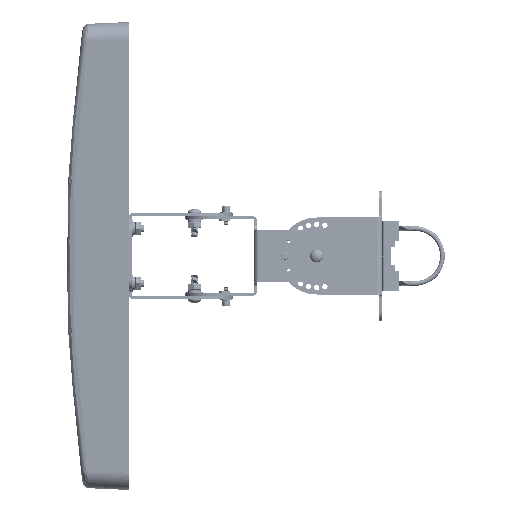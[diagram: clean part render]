
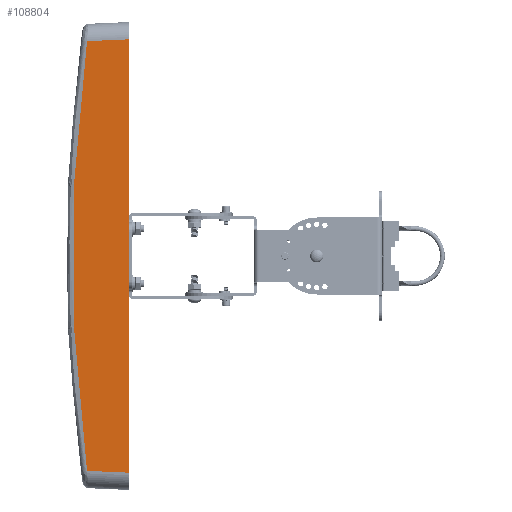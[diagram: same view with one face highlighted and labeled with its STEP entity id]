
A CAD part, left-side view. The second image highlights one B-rep face of the part: STEP entity #108804.
In plain terms, the highlighted planar face has unit normal (-0.999, 0.044, 0).
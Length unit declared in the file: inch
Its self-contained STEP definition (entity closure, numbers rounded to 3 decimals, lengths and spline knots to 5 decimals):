
#3307 = LINE ( 'NONE', #78313, #120867 ) ;
#3907 = CARTESIAN_POINT ( 'NONE',  ( -12.12598, 0., 8.85894 ) ) ;
#4679 = B_SPLINE_CURVE_WITH_KNOTS ( 'NONE', 3,
 ( #55492, #110538, #102375, #44283, #45511, #44907, #120521, #101762, #83045, #35529, #83648, #36141, #46121, #81812, #79764, #109092, #23476, #34094, #24710, #110324, #43474, #70383 ),
 .UNSPECIFIED., .F., .F.,
 ( 4, 1, 1, 1, 1, 2, 2, 2, 1, 1, 1, 1, 2, 2, 4 ),
 ( 0., 0.125, 0.1875, 0.21875, 0.23438, 0.24219, 0.25, 0.5, 0.625, 0.6875, 0.71875, 0.73437, 0.74219, 0.75, 1. ),
 .UNSPECIFIED. ) ;
#6328 = CARTESIAN_POINT ( 'NONE',  ( -12.12598, 0., -8.85894 ) ) ;
#11445 = CARTESIAN_POINT ( 'NONE',  ( -12.07606, 1.14335, 8.80902 ) ) ;
#14959 = ORIENTED_EDGE ( 'NONE', *, *, #45488, .T. ) ;
#20504 = FACE_OUTER_BOUND ( 'NONE', #34714, .T. ) ;
#23476 = CARTESIAN_POINT ( 'NONE',  ( -12.03096, 2.17638, -4.22169 ) ) ;
#24710 = CARTESIAN_POINT ( 'NONE',  ( -12.03136, 2.16723, -4.35933 ) ) ;
#25814 = VERTEX_POINT ( 'NONE', #29112 ) ;
#29112 = CARTESIAN_POINT ( 'NONE',  ( -12.12598, 0., 8.85894 ) ) ;
#31727 = CARTESIAN_POINT ( 'NONE',  ( -12.12598, 0., 9.9389 ) ) ;
#33594 = CARTESIAN_POINT ( 'NONE',  ( -12.12598, 0., -8.85894 ) ) ;
#34094 = CARTESIAN_POINT ( 'NONE',  ( -12.03123, 2.17031, -4.3134 ) ) ;
#34714 = EDGE_LOOP ( 'NONE', ( #14959, #108571, #76756, #117012 ) ) ;
#35529 = CARTESIAN_POINT ( 'NONE',  ( -12.02712, 2.26425, 2.93788 ) ) ;
#36141 = CARTESIAN_POINT ( 'NONE',  ( -12.02494, 2.31432, -0.73478 ) ) ;
#43474 = CARTESIAN_POINT ( 'NONE',  ( -12.0424, 1.91444, -7.32933 ) ) ;
#44283 = CARTESIAN_POINT ( 'NONE',  ( -12.03579, 2.06576, 5.68551 ) ) ;
#44907 = CARTESIAN_POINT ( 'NONE',  ( -12.03248, 2.14156, 4.72538 ) ) ;
#45488 = EDGE_CURVE ( 'NONE', #50958, #74772, #51183, .T. ) ;
#45511 = CARTESIAN_POINT ( 'NONE',  ( -12.03353, 2.11765, 5.04556 ) ) ;
#46121 = CARTESIAN_POINT ( 'NONE',  ( -12.02576, 2.29555, -1.83647 ) ) ;
#48070 = AXIS2_PLACEMENT_3D ( 'NONE', #31727, #89213, #116715 ) ;
#50958 = VERTEX_POINT ( 'NONE', #99739 ) ;
#51183 = B_SPLINE_CURVE_WITH_KNOTS ( 'NONE', 3,
 ( #89840, #69882, #72352, #33594 ),
 .UNSPECIFIED., .F., .F.,
 ( 4, 4 ),
 ( 0., 1. ),
 .UNSPECIFIED. ) ;
#55492 = CARTESIAN_POINT ( 'NONE',  ( -12.0511, 1.71502, 8.78406 ) ) ;
#59041 = VERTEX_POINT ( 'NONE', #72121 ) ;
#69535 = CARTESIAN_POINT ( 'NONE',  ( -12.0511, 1.71502, 8.78406 ) ) ;
#69882 = CARTESIAN_POINT ( 'NONE',  ( -12.07606, 1.14335, -8.80902 ) ) ;
#70383 = CARTESIAN_POINT ( 'NONE',  ( -12.0511, 1.71502, -8.78406 ) ) ;
#72121 = CARTESIAN_POINT ( 'NONE',  ( -12.0511, 1.71502, 8.78406 ) ) ;
#72352 = CARTESIAN_POINT ( 'NONE',  ( -12.10102, 0.57167, -8.83398 ) ) ;
#74772 = VERTEX_POINT ( 'NONE', #6328 ) ;
#76109 = B_SPLINE_CURVE_WITH_KNOTS ( 'NONE', 3,
 ( #3907, #107021, #11445, #69535 ),
 .UNSPECIFIED., .F., .F.,
 ( 4, 4 ),
 ( 0., 1. ),
 .UNSPECIFIED. ) ;
#76756 = ORIENTED_EDGE ( 'NONE', *, *, #95200, .T. ) ;
#78313 = CARTESIAN_POINT ( 'NONE',  ( -12.12598, 0., 8.85894 ) ) ;
#79764 = CARTESIAN_POINT ( 'NONE',  ( -12.0297, 2.20518, -3.76313 ) ) ;
#81812 = CARTESIAN_POINT ( 'NONE',  ( -12.02815, 2.24078, -3.12104 ) ) ;
#83045 = CARTESIAN_POINT ( 'NONE',  ( -12.03163, 2.16098, 4.45091 ) ) ;
#83648 = CARTESIAN_POINT ( 'NONE',  ( -12.02494, 2.31432, 1.46948 ) ) ;
#89213 = DIRECTION ( 'NONE',  ( 0.999, -0.044, 0. ) ) ;
#89840 = CARTESIAN_POINT ( 'NONE',  ( -12.0511, 1.71502, -8.78406 ) ) ;
#95200 = EDGE_CURVE ( 'NONE', #25814, #59041, #76109, .T. ) ;
#96510 = EDGE_CURVE ( 'NONE', #25814, #74772, #3307, .T. ) ;
#99739 = CARTESIAN_POINT ( 'NONE',  ( -12.0511, 1.71502, -8.78406 ) ) ;
#101762 = CARTESIAN_POINT ( 'NONE',  ( -12.03177, 2.15781, 4.4966 ) ) ;
#102375 = CARTESIAN_POINT ( 'NONE',  ( -12.04104, 1.94565, 6.9638 ) ) ;
#103361 = EDGE_CURVE ( 'NONE', #59041, #50958, #4679, .T. ) ;
#105503 = PLANE ( 'NONE',  #48070 ) ;
#107021 = CARTESIAN_POINT ( 'NONE',  ( -12.10102, 0.57167, 8.83398 ) ) ;
#108571 = ORIENTED_EDGE ( 'NONE', *, *, #96510, .F. ) ;
#108804 = ADVANCED_FACE ( 'NONE', ( #20504 ), #105503, .F. ) ;
#109092 = CARTESIAN_POINT ( 'NONE',  ( -12.03057, 2.18533, -4.08413 ) ) ;
#110324 = CARTESIAN_POINT ( 'NONE',  ( -12.03586, 2.06414, -5.86967 ) ) ;
#110538 = CARTESIAN_POINT ( 'NONE',  ( -12.04675, 1.81473, 8.0567 ) ) ;
#115796 = DIRECTION ( 'NONE',  ( 0., 0., -1. ) ) ;
#116715 = DIRECTION ( 'NONE',  ( 0., 0., -1. ) ) ;
#117012 = ORIENTED_EDGE ( 'NONE', *, *, #103361, .T. ) ;
#120521 = CARTESIAN_POINT ( 'NONE',  ( -12.03205, 2.15137, 4.58812 ) ) ;
#120867 = VECTOR ( 'NONE', #115796, 39.37008 ) ;
